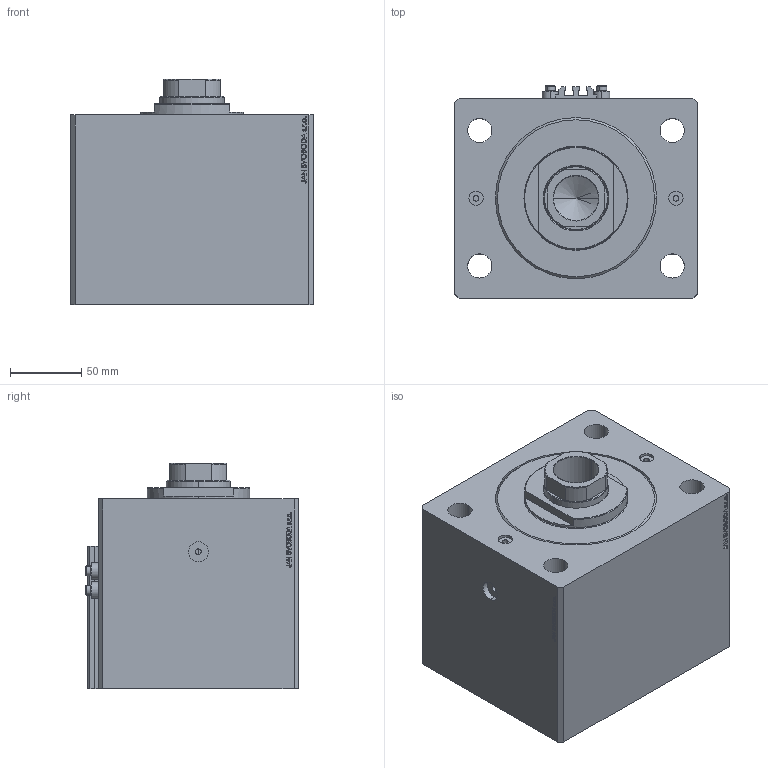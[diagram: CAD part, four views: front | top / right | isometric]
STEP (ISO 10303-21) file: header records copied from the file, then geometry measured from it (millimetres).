
FILE_DESCRIPTION (( 'STEP AP203' ), '1' );
FILE_NAME ('56a0.STEP', '2023-10-07T13:29:50', ( '' ), ( '' ), 'SwSTEP 2.0', 'SolidWorks 2019', '' );
FILE_SCHEMA (( 'CONFIG_CONTROL_DESIGN' ));
Length unit declared in the file: millimetre
Products named in the file (5): V250CE_C_Body 276d803eeec9a5dde1b09a807ab84321; V250CE_C_VCP 276d803eeec9a5dde1b09a807ab84321; V250CE_VC_C 276d803eeec9a5dde1b09a807ab84321; 56a0; ALLEN BOLT V250CE 276d803eeec9a5dde1b09a807ab84321
Assembly tree (7 placements, depth 2):
  56a0
    V250CE_C_Body 276d803eeec9a5dde1b09a807ab84321
    ALLEN BOLT V250CE 276d803eeec9a5dde1b09a807ab84321  x4
    V250CE_C_VCP 276d803eeec9a5dde1b09a807ab84321
    V250CE_VC_C 276d803eeec9a5dde1b09a807ab84321
Bounding box: 170 x 149 x 158 mm (x, y, z)
Volume: 2918427.7 mm3; surface area: 285231.9 mm2
Topology: 8 solids, 8 shells, 1034 faces, 2600 edges, 1701 vertices
Faces by surface type: plane 504, bspline 374, cylinder 86, cone 56, torus 14
Entity records: 47244 total; most frequent: CARTESIAN_POINT 25880, ORIENTED_EDGE 4890, DIRECTION 3035, EDGE_CURVE 2445, VERTEX_POINT 1617, LINE 1487, VECTOR 1487, EDGE_LOOP 1082
